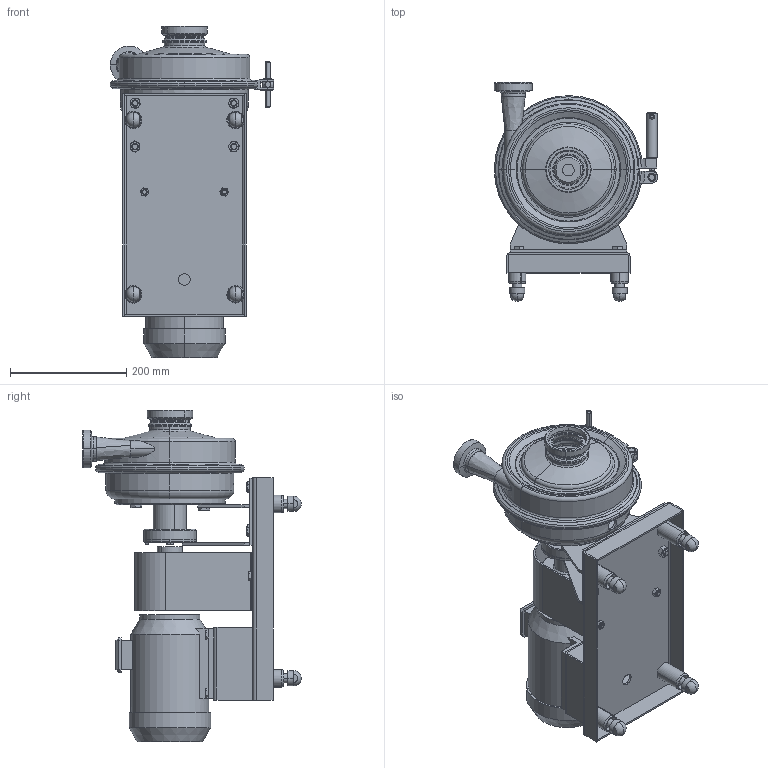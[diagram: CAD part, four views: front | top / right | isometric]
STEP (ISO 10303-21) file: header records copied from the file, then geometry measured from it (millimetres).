
FILE_DESCRIPTION (( 'STEP AP203' ), '1' );
FILE_NAME ('SPW1.STEP', '2014-01-29T21:36:10', ( '' ), ( '' ), 'SwSTEP 2.0', 'SolidWorks 2010', '' );
FILE_SCHEMA (( 'CONFIG_CONTROL_DESIGN' ));
Length unit declared in the file: millimetre
Products named in the file (1): SPW1
Bounding box: 281.07 x 376 x 570 mm (x, y, z)
Surface area: 1076294.6 mm2 (no closed solid volume)
Topology: 0 solids, 74 shells, 684 faces, 1909 edges, 1292 vertices
Faces by surface type: plane 319, cone 151, cylinder 137, torus 65, sphere 8, bspline 4
Entity records: 24734 total; most frequent: CARTESIAN_POINT 7353, DIRECTION 3747, ORIENTED_EDGE 3152, EDGE_CURVE 1909, AXIS2_PLACEMENT_3D 1479, VERTEX_POINT 1292, CIRCLE 798, EDGE_LOOP 792
